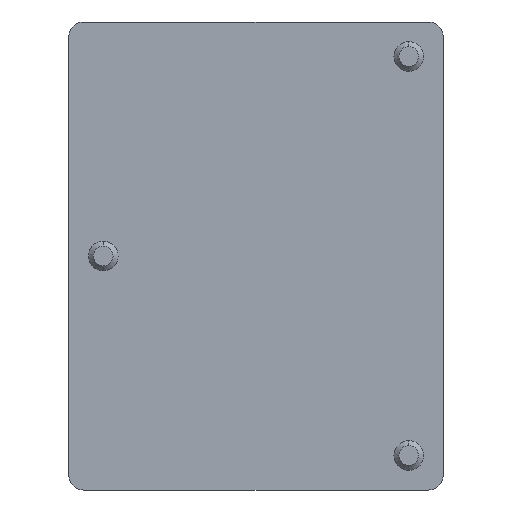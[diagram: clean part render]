
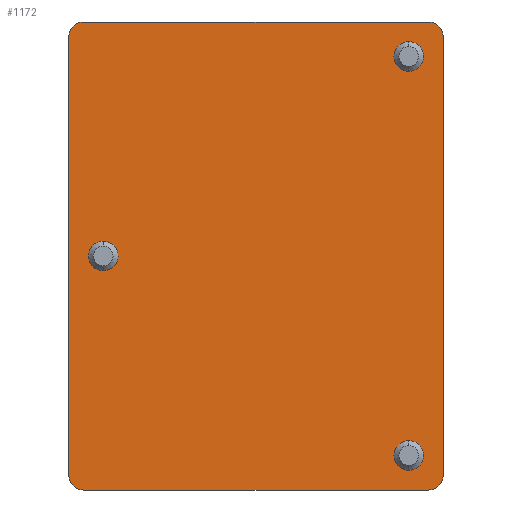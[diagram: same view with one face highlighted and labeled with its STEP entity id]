
A CAD part, front view. The second image highlights one B-rep face of the part: STEP entity #1172.
In plain terms, the highlighted planar face has unit normal (0, -1, 0).
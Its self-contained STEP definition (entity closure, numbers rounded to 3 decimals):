
#13 = CARTESIAN_POINT ( 'NONE',  ( 31., 0., 40.5 ) ) ;
#15 = FACE_BOUND ( 'NONE', #76, .T. ) ;
#36 = PLANE ( 'NONE',  #975 ) ;
#47 = CIRCLE ( 'NONE', #289, 3. ) ;
#72 = VERTEX_POINT ( 'NONE', #978 ) ;
#73 = CARTESIAN_POINT ( 'NONE',  ( -35., 0., 44.5 ) ) ;
#76 = EDGE_LOOP ( 'NONE', ( #191, #1124 ) ) ;
#90 = ORIENTED_EDGE ( 'NONE', *, *, #1301, .T. ) ;
#93 = VERTEX_POINT ( 'NONE', #269 ) ;
#111 = DIRECTION ( 'NONE',  ( 0., -1., 0. ) ) ;
#152 = CARTESIAN_POINT ( 'NONE',  ( 31., 0., -37.5 ) ) ;
#169 = DIRECTION ( 'NONE',  ( 0., 0., -1. ) ) ;
#191 = ORIENTED_EDGE ( 'NONE', *, *, #1486, .F. ) ;
#194 = VECTOR ( 'NONE', #551, 1000. ) ;
#195 = CARTESIAN_POINT ( 'NONE',  ( 35., 0., -47.5 ) ) ;
#204 = EDGE_CURVE ( 'NONE', #210, #1334, #528, .T. ) ;
#206 = CARTESIAN_POINT ( 'NONE',  ( -35., 0., -44.5 ) ) ;
#210 = VERTEX_POINT ( 'NONE', #998 ) ;
#213 = AXIS2_PLACEMENT_3D ( 'NONE', #366, #936, #1520 ) ;
#232 = ORIENTED_EDGE ( 'NONE', *, *, #1387, .T. ) ;
#234 = AXIS2_PLACEMENT_3D ( 'NONE', #13, #439, #1160 ) ;
#238 = EDGE_CURVE ( 'NONE', #1544, #1606, #841, .T. ) ;
#241 = AXIS2_PLACEMENT_3D ( 'NONE', #494, #1540, #810 ) ;
#244 = VERTEX_POINT ( 'NONE', #1430 ) ;
#250 = CARTESIAN_POINT ( 'NONE',  ( -38., 0., -44.5 ) ) ;
#269 = CARTESIAN_POINT ( 'NONE',  ( -35., 0., -47.5 ) ) ;
#275 = VERTEX_POINT ( 'NONE', #250 ) ;
#279 = CIRCLE ( 'NONE', #371, 3. ) ;
#289 = AXIS2_PLACEMENT_3D ( 'NONE', #1655, #1785, #1330 ) ;
#347 = DIRECTION ( 'NONE',  ( 0., -1., 0. ) ) ;
#348 = DIRECTION ( 'NONE',  ( -1., 0., 0. ) ) ;
#363 = VERTEX_POINT ( 'NONE', #974 ) ;
#366 = CARTESIAN_POINT ( 'NONE',  ( 31., 0., 40.5 ) ) ;
#371 = AXIS2_PLACEMENT_3D ( 'NONE', #385, #111, #1259 ) ;
#385 = CARTESIAN_POINT ( 'NONE',  ( 35., 0., -44.5 ) ) ;
#390 = CARTESIAN_POINT ( 'NONE',  ( -31., 0., 3. ) ) ;
#393 = VECTOR ( 'NONE', #348, 1000. ) ;
#396 = EDGE_CURVE ( 'NONE', #677, #721, #279, .T. ) ;
#409 = CARTESIAN_POINT ( 'NONE',  ( 31., 0., -40.5 ) ) ;
#433 = AXIS2_PLACEMENT_3D ( 'NONE', #409, #692, #1290 ) ;
#439 = DIRECTION ( 'NONE',  ( 0., -1., 0. ) ) ;
#477 = EDGE_CURVE ( 'NONE', #275, #1693, #538, .T. ) ;
#482 = FACE_BOUND ( 'NONE', #550, .T. ) ;
#494 = CARTESIAN_POINT ( 'NONE',  ( -31., 0., 0. ) ) ;
#505 = DIRECTION ( 'NONE',  ( 0., 0., -1. ) ) ;
#512 = LINE ( 'NONE', #634, #1074 ) ;
#514 = ORIENTED_EDGE ( 'NONE', *, *, #204, .T. ) ;
#524 = ORIENTED_EDGE ( 'NONE', *, *, #477, .F. ) ;
#528 = CIRCLE ( 'NONE', #1175, 3. ) ;
#536 = EDGE_CURVE ( 'NONE', #244, #363, #1552, .T. ) ;
#538 = LINE ( 'NONE', #1573, #194 ) ;
#543 = DIRECTION ( 'NONE',  ( 0., -1., 0. ) ) ;
#550 = EDGE_LOOP ( 'NONE', ( #1831, #1128 ) ) ;
#551 = DIRECTION ( 'NONE',  ( 0., 0., 1. ) ) ;
#584 = ORIENTED_EDGE ( 'NONE', *, *, #680, .F. ) ;
#607 = ORIENTED_EDGE ( 'NONE', *, *, #694, .F. ) ;
#611 = FACE_BOUND ( 'NONE', #1038, .T. ) ;
#619 = FACE_OUTER_BOUND ( 'NONE', #1190, .T. ) ;
#624 = CARTESIAN_POINT ( 'NONE',  ( -38., 0., -47.5 ) ) ;
#634 = CARTESIAN_POINT ( 'NONE',  ( -38., 0., 47.5 ) ) ;
#638 = CARTESIAN_POINT ( 'NONE',  ( 35., 0., 47.5 ) ) ;
#677 = VERTEX_POINT ( 'NONE', #195 ) ;
#680 = EDGE_CURVE ( 'NONE', #363, #244, #1819, .T. ) ;
#685 = EDGE_CURVE ( 'NONE', #72, #1334, #512, .T. ) ;
#692 = DIRECTION ( 'NONE',  ( 0., -1., 0. ) ) ;
#694 = EDGE_CURVE ( 'NONE', #677, #93, #1647, .T. ) ;
#721 = VERTEX_POINT ( 'NONE', #1535 ) ;
#757 = AXIS2_PLACEMENT_3D ( 'NONE', #206, #1377, #505 ) ;
#765 = EDGE_CURVE ( 'NONE', #210, #721, #944, .T. ) ;
#780 = VECTOR ( 'NONE', #1362, 1000. ) ;
#790 = CIRCLE ( 'NONE', #757, 3. ) ;
#810 = DIRECTION ( 'NONE',  ( 0., 0., -1. ) ) ;
#841 = CIRCLE ( 'NONE', #433, 3. ) ;
#848 = VERTEX_POINT ( 'NONE', #390 ) ;
#934 = DIRECTION ( 'NONE',  ( 0., 0., -1. ) ) ;
#936 = DIRECTION ( 'NONE',  ( 0., -1., 0. ) ) ;
#944 = LINE ( 'NONE', #1209, #780 ) ;
#963 = DIRECTION ( 'NONE',  ( 0., 0., -1. ) ) ;
#974 = CARTESIAN_POINT ( 'NONE',  ( 31., 0., 43.5 ) ) ;
#975 = AXIS2_PLACEMENT_3D ( 'NONE', #1073, #1662, #169 ) ;
#978 = CARTESIAN_POINT ( 'NONE',  ( -35., 0., 47.5 ) ) ;
#984 = ORIENTED_EDGE ( 'NONE', *, *, #685, .F. ) ;
#998 = CARTESIAN_POINT ( 'NONE',  ( 38., 0., 44.5 ) ) ;
#1006 = CARTESIAN_POINT ( 'NONE',  ( 35., 0., 44.5 ) ) ;
#1038 = EDGE_LOOP ( 'NONE', ( #584, #1816 ) ) ;
#1073 = CARTESIAN_POINT ( 'NONE',  ( 0., 0., 0. ) ) ;
#1074 = VECTOR ( 'NONE', #1094, 1000. ) ;
#1094 = DIRECTION ( 'NONE',  ( 1., 0., 0. ) ) ;
#1095 = AXIS2_PLACEMENT_3D ( 'NONE', #73, #1551, #963 ) ;
#1116 = AXIS2_PLACEMENT_3D ( 'NONE', #1668, #347, #934 ) ;
#1124 = ORIENTED_EDGE ( 'NONE', *, *, #1326, .F. ) ;
#1128 = ORIENTED_EDGE ( 'NONE', *, *, #1663, .F. ) ;
#1160 = DIRECTION ( 'NONE',  ( 0., 0., -1. ) ) ;
#1166 = CARTESIAN_POINT ( 'NONE',  ( 31., 0., -43.5 ) ) ;
#1172 = ADVANCED_FACE ( 'NONE', ( #482, #611, #15, #619 ), #36, .T. ) ;
#1175 = AXIS2_PLACEMENT_3D ( 'NONE', #1006, #543, #1418 ) ;
#1190 = EDGE_LOOP ( 'NONE', ( #524, #232, #607, #1422, #1234, #514, #984, #90 ) ) ;
#1209 = CARTESIAN_POINT ( 'NONE',  ( 38., 0., 47.5 ) ) ;
#1234 = ORIENTED_EDGE ( 'NONE', *, *, #765, .F. ) ;
#1248 = CIRCLE ( 'NONE', #1095, 3. ) ;
#1259 = DIRECTION ( 'NONE',  ( 0., 0., -1. ) ) ;
#1290 = DIRECTION ( 'NONE',  ( 0., 0., -1. ) ) ;
#1301 = EDGE_CURVE ( 'NONE', #72, #1693, #1248, .T. ) ;
#1326 = EDGE_CURVE ( 'NONE', #1704, #848, #1880, .T. ) ;
#1330 = DIRECTION ( 'NONE',  ( 0., 0., -1. ) ) ;
#1334 = VERTEX_POINT ( 'NONE', #638 ) ;
#1362 = DIRECTION ( 'NONE',  ( 0., 0., -1. ) ) ;
#1377 = DIRECTION ( 'NONE',  ( 0., -1., 0. ) ) ;
#1387 = EDGE_CURVE ( 'NONE', #275, #93, #790, .T. ) ;
#1418 = DIRECTION ( 'NONE',  ( 0., 0., -1. ) ) ;
#1422 = ORIENTED_EDGE ( 'NONE', *, *, #396, .T. ) ;
#1430 = CARTESIAN_POINT ( 'NONE',  ( 31., 0., 37.5 ) ) ;
#1486 = EDGE_CURVE ( 'NONE', #848, #1704, #1706, .T. ) ;
#1497 = CARTESIAN_POINT ( 'NONE',  ( -38., 0., 44.5 ) ) ;
#1520 = DIRECTION ( 'NONE',  ( 0., 0., -1. ) ) ;
#1535 = CARTESIAN_POINT ( 'NONE',  ( 38., 0., -44.5 ) ) ;
#1540 = DIRECTION ( 'NONE',  ( 0., -1., 0. ) ) ;
#1544 = VERTEX_POINT ( 'NONE', #152 ) ;
#1551 = DIRECTION ( 'NONE',  ( 0., -1., 0. ) ) ;
#1552 = CIRCLE ( 'NONE', #234, 3. ) ;
#1573 = CARTESIAN_POINT ( 'NONE',  ( -38., 0., 47.5 ) ) ;
#1606 = VERTEX_POINT ( 'NONE', #1166 ) ;
#1633 = CARTESIAN_POINT ( 'NONE',  ( -31., 0., -3. ) ) ;
#1647 = LINE ( 'NONE', #624, #393 ) ;
#1655 = CARTESIAN_POINT ( 'NONE',  ( 31., 0., -40.5 ) ) ;
#1662 = DIRECTION ( 'NONE',  ( 0., -1., 0. ) ) ;
#1663 = EDGE_CURVE ( 'NONE', #1606, #1544, #47, .T. ) ;
#1668 = CARTESIAN_POINT ( 'NONE',  ( -31., 0., 0. ) ) ;
#1693 = VERTEX_POINT ( 'NONE', #1497 ) ;
#1704 = VERTEX_POINT ( 'NONE', #1633 ) ;
#1706 = CIRCLE ( 'NONE', #1116, 3. ) ;
#1785 = DIRECTION ( 'NONE',  ( 0., -1., 0. ) ) ;
#1816 = ORIENTED_EDGE ( 'NONE', *, *, #536, .F. ) ;
#1819 = CIRCLE ( 'NONE', #213, 3. ) ;
#1831 = ORIENTED_EDGE ( 'NONE', *, *, #238, .F. ) ;
#1880 = CIRCLE ( 'NONE', #241, 3. ) ;
